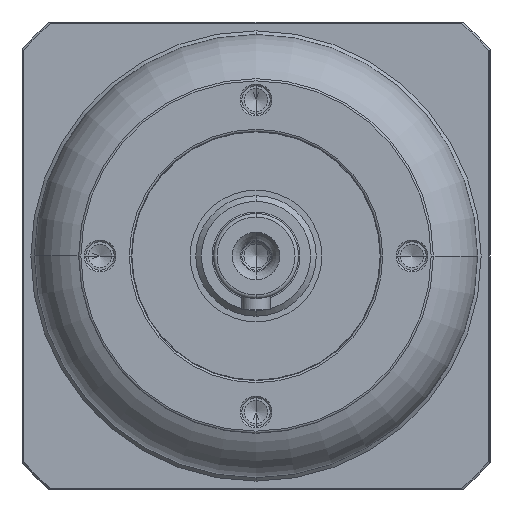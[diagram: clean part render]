
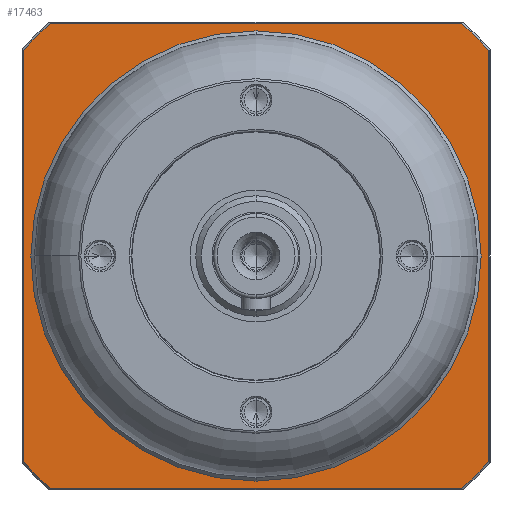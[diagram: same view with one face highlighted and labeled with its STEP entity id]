
A CAD part, left-side view. The second image highlights one B-rep face of the part: STEP entity #17463.
In plain terms, the highlighted face is planar.
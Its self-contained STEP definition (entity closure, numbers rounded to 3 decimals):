
#16339=CARTESIAN_POINT('',(0.,0.,
2.));
#16340=DIRECTION('',(0.,0.,-1.));
#16341=DIRECTION('',(0.,-1.,0.));
#16342=AXIS2_PLACEMENT_3D('',#16339,#16340,#16341);
#16344=CARTESIAN_POINT('',(0.,0.,
2.));
#16345=DIRECTION('',(0.,0.,-1.));
#16346=DIRECTION('',(0.,1.,0.));
#16347=AXIS2_PLACEMENT_3D('',#16344,#16345,#16346);
#16349=CARTESIAN_POINT('',(0.,0.,2.));
#16350=DIRECTION('',(0.,0.,1.));
#16351=DIRECTION('',(-0.749,-0.663,0.));
#16352=AXIS2_PLACEMENT_3D('',#16349,#16350,#16351);
#16354=DIRECTION('',(1.,0.,0.));
#16355=VECTOR('',#16354,58.055);
#16356=CARTESIAN_POINT('',(-29.028,-32.8,
2.));
#16357=LINE('',#16356,#16355);
#16358=CARTESIAN_POINT('',(0.,0.,2.));
#16359=DIRECTION('',(0.,0.,1.));
#16360=DIRECTION('',(0.663,-0.749,0.));
#16361=AXIS2_PLACEMENT_3D('',#16358,#16359,#16360);
#16363=DIRECTION('',(0.,1.,0.));
#16364=VECTOR('',#16363,58.055);
#16365=CARTESIAN_POINT('',(32.8,-29.028,
2.));
#16366=LINE('',#16365,#16364);
#16367=CARTESIAN_POINT('',(0.,0.,2.));
#16368=DIRECTION('',(0.,0.,1.));
#16369=DIRECTION('',(0.749,0.663,0.));
#16370=AXIS2_PLACEMENT_3D('',#16367,#16368,#16369);
#16372=DIRECTION('',(-1.,0.,0.));
#16373=VECTOR('',#16372,58.055);
#16374=CARTESIAN_POINT('',(29.028,32.8,2.));
#16375=LINE('',#16374,#16373);
#16376=CARTESIAN_POINT('',(0.,0.,2.));
#16377=DIRECTION('',(0.,0.,1.));
#16378=DIRECTION('',(-0.663,0.749,0.));
#16379=AXIS2_PLACEMENT_3D('',#16376,#16377,#16378);
#16381=DIRECTION('',(0.,-1.,0.));
#16382=VECTOR('',#16381,58.055);
#16383=CARTESIAN_POINT('',(-32.8,29.028,
2.));
#16384=LINE('',#16383,#16382);
#17118=CARTESIAN_POINT('',(0.,-31.75,2.));
#17119=CARTESIAN_POINT('',(0.,31.75,2.));
#17120=VERTEX_POINT('',#17118);
#17121=VERTEX_POINT('',#17119);
#17190=CARTESIAN_POINT('',(-32.8,-29.028,2.));
#17191=CARTESIAN_POINT('',(-29.028,-32.8,2.));
#17192=VERTEX_POINT('',#17190);
#17193=VERTEX_POINT('',#17191);
#17198=CARTESIAN_POINT('',(29.028,-32.8,
2.));
#17199=VERTEX_POINT('',#17198);
#17202=CARTESIAN_POINT('',(32.8,-29.028,2.));
#17203=VERTEX_POINT('',#17202);
#17206=CARTESIAN_POINT('',(32.8,29.028,2.));
#17207=VERTEX_POINT('',#17206);
#17210=CARTESIAN_POINT('',(29.028,32.8,2.));
#17211=VERTEX_POINT('',#17210);
#17214=CARTESIAN_POINT('',(-29.028,32.8,
2.));
#17215=VERTEX_POINT('',#17214);
#17220=CARTESIAN_POINT('',(-32.8,29.028,2.));
#17221=VERTEX_POINT('',#17220);
#17435=CARTESIAN_POINT('',(0.,0.,2.));
#17436=DIRECTION('',(0.,0.,1.));
#17437=DIRECTION('',(0.,1.,0.));
#17438=AXIS2_PLACEMENT_3D('',#17435,#17436,#17437);
#17439=PLANE('',#17438);
#17441=ORIENTED_EDGE('',*,*,#17440,.T.);
#17443=ORIENTED_EDGE('',*,*,#17442,.T.);
#17445=ORIENTED_EDGE('',*,*,#17444,.T.);
#17447=ORIENTED_EDGE('',*,*,#17446,.T.);
#17449=ORIENTED_EDGE('',*,*,#17448,.T.);
#17451=ORIENTED_EDGE('',*,*,#17450,.T.);
#17453=ORIENTED_EDGE('',*,*,#17452,.T.);
#17455=ORIENTED_EDGE('',*,*,#17454,.T.);
#17456=EDGE_LOOP('',(#17441,#17443,#17445,#17447,#17449,#17451,#17453,#17455));
#17457=FACE_OUTER_BOUND('',#17456,.F.);
#17459=ORIENTED_EDGE('',*,*,#17458,.T.);
#17460=ORIENTED_EDGE('',*,*,#17425,.T.);
#17461=EDGE_LOOP('',(#17459,#17460));
#17462=FACE_BOUND('',#17461,.F.);
#17463=ADVANCED_FACE('',(#17457,#17462),#17439,.F.);
#16343=CIRCLE('',#16342,31.75);
#16348=CIRCLE('',#16347,31.75);
#16353=CIRCLE('',#16352,43.8);
#16362=CIRCLE('',#16361,43.8);
#16371=CIRCLE('',#16370,43.8);
#16380=CIRCLE('',#16379,43.8);
#17425=EDGE_CURVE('',#17121,#17120,#16348,.T.);
#17440=EDGE_CURVE('',#17192,#17193,#16353,.T.);
#17442=EDGE_CURVE('',#17193,#17199,#16357,.T.);
#17444=EDGE_CURVE('',#17199,#17203,#16362,.T.);
#17446=EDGE_CURVE('',#17203,#17207,#16366,.T.);
#17448=EDGE_CURVE('',#17207,#17211,#16371,.T.);
#17450=EDGE_CURVE('',#17211,#17215,#16375,.T.);
#17452=EDGE_CURVE('',#17215,#17221,#16380,.T.);
#17454=EDGE_CURVE('',#17221,#17192,#16384,.T.);
#17458=EDGE_CURVE('',#17120,#17121,#16343,.T.);
